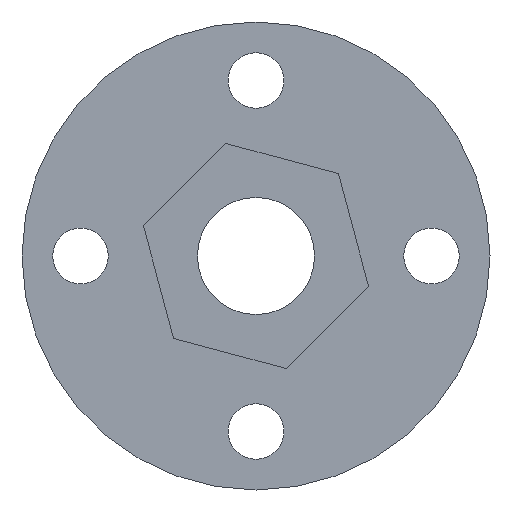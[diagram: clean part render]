
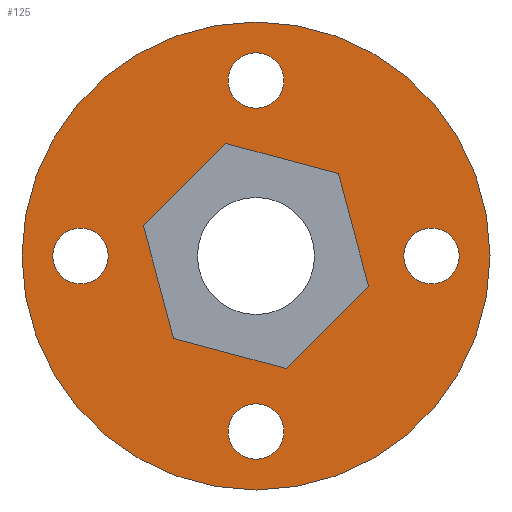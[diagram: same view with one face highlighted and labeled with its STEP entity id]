
A CAD part, front view. The second image highlights one B-rep face of the part: STEP entity #125.
In plain terms, the highlighted planar face has unit normal (0, -1, 0).
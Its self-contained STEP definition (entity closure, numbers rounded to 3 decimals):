
#19 = DIRECTION ( 'NONE',  ( 0., 0., 1. ) ) ;
#33 = EDGE_CURVE ( 'NONE', #871, #1568, #311, .T. ) ;
#36 = VERTEX_POINT ( 'NONE', #542 ) ;
#37 = DIRECTION ( 'NONE',  ( 0., 0., 1. ) ) ;
#39 = EDGE_CURVE ( 'NONE', #1557, #1478, #1461, .T. ) ;
#45 = VERTEX_POINT ( 'NONE', #153 ) ;
#51 = VECTOR ( 'NONE', #509, 1000. ) ;
#82 = ORIENTED_EDGE ( 'NONE', *, *, #545, .T. ) ;
#86 = AXIS2_PLACEMENT_3D ( 'NONE', #536, #662, #19 ) ;
#90 = DIRECTION ( 'NONE',  ( 0., 1., 0. ) ) ;
#96 = DIRECTION ( 'NONE',  ( -0.707, 0., -0.707 ) ) ;
#102 = ORIENTED_EDGE ( 'NONE', *, *, #364, .T. ) ;
#104 = VERTEX_POINT ( 'NONE', #182 ) ;
#125 = ADVANCED_FACE ( 'NONE', ( #1391, #612, #1477, #1556, #1367, #589 ), #1283, .F. ) ;
#129 = DIRECTION ( 'NONE',  ( 0., 1., 0. ) ) ;
#133 = VECTOR ( 'NONE', #147, 1000. ) ;
#135 = EDGE_LOOP ( 'NONE', ( #1545, #633 ) ) ;
#139 = AXIS2_PLACEMENT_3D ( 'NONE', #465, #1484, #977 ) ;
#147 = DIRECTION ( 'NONE',  ( 0.259, 0., -0.966 ) ) ;
#153 = CARTESIAN_POINT ( 'NONE',  ( -1.031, 0., 3.848 ) ) ;
#158 = VERTEX_POINT ( 'NONE', #579 ) ;
#163 = CARTESIAN_POINT ( 'NONE',  ( 6., 0., 0.95 ) ) ;
#176 = ORIENTED_EDGE ( 'NONE', *, *, #391, .T. ) ;
#182 = CARTESIAN_POINT ( 'NONE',  ( 0., 0., -6.95 ) ) ;
#186 = AXIS2_PLACEMENT_3D ( 'NONE', #833, #90, #335 ) ;
#218 = DIRECTION ( 'NONE',  ( 0., 1., 0. ) ) ;
#248 = CARTESIAN_POINT ( 'NONE',  ( -6., 0., -0.95 ) ) ;
#249 = AXIS2_PLACEMENT_3D ( 'NONE', #373, #1099, #880 ) ;
#254 = DIRECTION ( 'NONE',  ( 0., 0., 1. ) ) ;
#263 = LINE ( 'NONE', #328, #895 ) ;
#268 = CARTESIAN_POINT ( 'NONE',  ( 0., 0., 6.95 ) ) ;
#272 = CARTESIAN_POINT ( 'NONE',  ( -2.817, 0., -2.817 ) ) ;
#293 = DIRECTION ( 'NONE',  ( 0., 1., 0. ) ) ;
#294 = DIRECTION ( 'NONE',  ( 0., 1., 0. ) ) ;
#303 = VECTOR ( 'NONE', #351, 1000. ) ;
#311 = CIRCLE ( 'NONE', #962, 0.95 ) ;
#323 = DIRECTION ( 'NONE',  ( 0., 0., 1. ) ) ;
#328 = CARTESIAN_POINT ( 'NONE',  ( 3.848, 0., -1.031 ) ) ;
#335 = DIRECTION ( 'NONE',  ( 0., 0., 1. ) ) ;
#351 = DIRECTION ( 'NONE',  ( 0.966, 0., -0.259 ) ) ;
#364 = EDGE_CURVE ( 'NONE', #1525, #1277, #1591, .T. ) ;
#373 = CARTESIAN_POINT ( 'NONE',  ( -6., 0., 0. ) ) ;
#391 = EDGE_CURVE ( 'NONE', #1277, #1525, #1070, .T. ) ;
#394 = EDGE_LOOP ( 'NONE', ( #102, #176 ) ) ;
#403 = AXIS2_PLACEMENT_3D ( 'NONE', #1574, #218, #496 ) ;
#406 = VECTOR ( 'NONE', #707, 1000. ) ;
#418 = CIRCLE ( 'NONE', #859, 8. ) ;
#426 = DIRECTION ( 'NONE',  ( 0., 0., 1. ) ) ;
#438 = EDGE_CURVE ( 'NONE', #1398, #158, #744, .T. ) ;
#462 = DIRECTION ( 'NONE',  ( 0., 0., 1. ) ) ;
#465 = CARTESIAN_POINT ( 'NONE',  ( 0., 0., 0. ) ) ;
#496 = DIRECTION ( 'NONE',  ( 0., 0., 1. ) ) ;
#506 = ORIENTED_EDGE ( 'NONE', *, *, #1280, .T. ) ;
#509 = DIRECTION ( 'NONE',  ( 0.707, 0., 0.707 ) ) ;
#510 = ORIENTED_EDGE ( 'NONE', *, *, #904, .T. ) ;
#520 = VERTEX_POINT ( 'NONE', #1039 ) ;
#530 = ORIENTED_EDGE ( 'NONE', *, *, #766, .T. ) ;
#532 = CARTESIAN_POINT ( 'NONE',  ( 0., 0., 0. ) ) ;
#536 = CARTESIAN_POINT ( 'NONE',  ( 6., 0., 0. ) ) ;
#542 = CARTESIAN_POINT ( 'NONE',  ( 0., 0., -8. ) ) ;
#543 = EDGE_LOOP ( 'NONE', ( #1263, #804 ) ) ;
#545 = EDGE_CURVE ( 'NONE', #1568, #871, #1176, .T. ) ;
#563 = CARTESIAN_POINT ( 'NONE',  ( 0., 0., 5.05 ) ) ;
#572 = CARTESIAN_POINT ( 'NONE',  ( 6., 0., -0.95 ) ) ;
#579 = CARTESIAN_POINT ( 'NONE',  ( -3.848, 0., 1.031 ) ) ;
#589 = FACE_BOUND ( 'NONE', #135, .T. ) ;
#612 = FACE_BOUND ( 'NONE', #1170, .T. ) ;
#624 = CIRCLE ( 'NONE', #186, 0.95 ) ;
#633 = ORIENTED_EDGE ( 'NONE', *, *, #1321, .T. ) ;
#636 = AXIS2_PLACEMENT_3D ( 'NONE', #1206, #1331, #462 ) ;
#646 = CARTESIAN_POINT ( 'NONE',  ( 0., 0., 6. ) ) ;
#662 = DIRECTION ( 'NONE',  ( 0., 1., 0. ) ) ;
#669 = EDGE_CURVE ( 'NONE', #45, #1557, #1196, .T. ) ;
#683 = EDGE_CURVE ( 'NONE', #1480, #1398, #918, .T. ) ;
#707 = DIRECTION ( 'NONE',  ( -0.259, 0., 0.966 ) ) ;
#718 = CARTESIAN_POINT ( 'NONE',  ( -1.031, 0., 3.848 ) ) ;
#733 = AXIS2_PLACEMENT_3D ( 'NONE', #949, #1302, #323 ) ;
#744 = LINE ( 'NONE', #1204, #406 ) ;
#750 = EDGE_LOOP ( 'NONE', ( #1282, #1585, #510, #1229, #1355, #506 ) ) ;
#766 = EDGE_CURVE ( 'NONE', #520, #1043, #1431, .T. ) ;
#791 = DIRECTION ( 'NONE',  ( 0., 1., 0. ) ) ;
#801 = CARTESIAN_POINT ( 'NONE',  ( 0., 0., 8. ) ) ;
#804 = ORIENTED_EDGE ( 'NONE', *, *, #1315, .F. ) ;
#819 = CIRCLE ( 'NONE', #403, 0.95 ) ;
#822 = VERTEX_POINT ( 'NONE', #801 ) ;
#833 = CARTESIAN_POINT ( 'NONE',  ( -6., 0., 0. ) ) ;
#859 = AXIS2_PLACEMENT_3D ( 'NONE', #532, #791, #37 ) ;
#871 = VERTEX_POINT ( 'NONE', #563 ) ;
#880 = DIRECTION ( 'NONE',  ( 0., 0., 1. ) ) ;
#884 = EDGE_CURVE ( 'NONE', #1043, #520, #624, .T. ) ;
#895 = VECTOR ( 'NONE', #96, 1000. ) ;
#903 = EDGE_LOOP ( 'NONE', ( #1383, #82 ) ) ;
#904 = EDGE_CURVE ( 'NONE', #1478, #1480, #263, .T. ) ;
#918 = LINE ( 'NONE', #1580, #1411 ) ;
#949 = CARTESIAN_POINT ( 'NONE',  ( 0., 0., 0. ) ) ;
#962 = AXIS2_PLACEMENT_3D ( 'NONE', #646, #294, #1541 ) ;
#977 = DIRECTION ( 'NONE',  ( 0., 0., 1. ) ) ;
#1039 = CARTESIAN_POINT ( 'NONE',  ( -6., 0., 0.95 ) ) ;
#1042 = CARTESIAN_POINT ( 'NONE',  ( 2.817, 0., 2.817 ) ) ;
#1043 = VERTEX_POINT ( 'NONE', #248 ) ;
#1059 = CARTESIAN_POINT ( 'NONE',  ( 6., 0., 0. ) ) ;
#1061 = CARTESIAN_POINT ( 'NONE',  ( 0., 0., -5.05 ) ) ;
#1070 = CIRCLE ( 'NONE', #1360, 0.95 ) ;
#1085 = LINE ( 'NONE', #1269, #51 ) ;
#1089 = DIRECTION ( 'NONE',  ( -0.966, 0., 0.259 ) ) ;
#1099 = DIRECTION ( 'NONE',  ( 0., 1., 0. ) ) ;
#1104 = AXIS2_PLACEMENT_3D ( 'NONE', #1116, #129, #254 ) ;
#1116 = CARTESIAN_POINT ( 'NONE',  ( 0., 0., 6. ) ) ;
#1141 = CARTESIAN_POINT ( 'NONE',  ( 3.848, 0., -1.031 ) ) ;
#1170 = EDGE_LOOP ( 'NONE', ( #1483, #530 ) ) ;
#1176 = CIRCLE ( 'NONE', #1104, 0.95 ) ;
#1196 = LINE ( 'NONE', #718, #303 ) ;
#1204 = CARTESIAN_POINT ( 'NONE',  ( -2.817, 0., -2.817 ) ) ;
#1206 = CARTESIAN_POINT ( 'NONE',  ( 0., 0., -6. ) ) ;
#1229 = ORIENTED_EDGE ( 'NONE', *, *, #683, .T. ) ;
#1246 = CARTESIAN_POINT ( 'NONE',  ( 1.031, 0., -3.848 ) ) ;
#1263 = ORIENTED_EDGE ( 'NONE', *, *, #1368, .F. ) ;
#1269 = CARTESIAN_POINT ( 'NONE',  ( -3.848, 0., 1.031 ) ) ;
#1277 = VERTEX_POINT ( 'NONE', #163 ) ;
#1280 = EDGE_CURVE ( 'NONE', #158, #45, #1085, .T. ) ;
#1282 = ORIENTED_EDGE ( 'NONE', *, *, #669, .T. ) ;
#1283 = PLANE ( 'NONE',  #733 ) ;
#1302 = DIRECTION ( 'NONE',  ( 0., 1., 0. ) ) ;
#1307 = VERTEX_POINT ( 'NONE', #1061 ) ;
#1315 = EDGE_CURVE ( 'NONE', #822, #36, #418, .T. ) ;
#1321 = EDGE_CURVE ( 'NONE', #1307, #104, #1511, .T. ) ;
#1331 = DIRECTION ( 'NONE',  ( 0., 1., 0. ) ) ;
#1355 = ORIENTED_EDGE ( 'NONE', *, *, #438, .T. ) ;
#1360 = AXIS2_PLACEMENT_3D ( 'NONE', #1059, #293, #426 ) ;
#1367 = FACE_OUTER_BOUND ( 'NONE', #543, .T. ) ;
#1368 = EDGE_CURVE ( 'NONE', #36, #822, #1528, .T. ) ;
#1383 = ORIENTED_EDGE ( 'NONE', *, *, #33, .T. ) ;
#1391 = FACE_BOUND ( 'NONE', #750, .T. ) ;
#1398 = VERTEX_POINT ( 'NONE', #272 ) ;
#1411 = VECTOR ( 'NONE', #1089, 1000. ) ;
#1429 = EDGE_CURVE ( 'NONE', #104, #1307, #819, .T. ) ;
#1431 = CIRCLE ( 'NONE', #249, 0.95 ) ;
#1461 = LINE ( 'NONE', #1042, #133 ) ;
#1476 = CARTESIAN_POINT ( 'NONE',  ( 2.817, 0., 2.817 ) ) ;
#1477 = FACE_BOUND ( 'NONE', #903, .T. ) ;
#1478 = VERTEX_POINT ( 'NONE', #1141 ) ;
#1480 = VERTEX_POINT ( 'NONE', #1246 ) ;
#1483 = ORIENTED_EDGE ( 'NONE', *, *, #884, .T. ) ;
#1484 = DIRECTION ( 'NONE',  ( 0., 1., 0. ) ) ;
#1511 = CIRCLE ( 'NONE', #636, 0.95 ) ;
#1525 = VERTEX_POINT ( 'NONE', #572 ) ;
#1528 = CIRCLE ( 'NONE', #139, 8. ) ;
#1541 = DIRECTION ( 'NONE',  ( 0., 0., 1. ) ) ;
#1545 = ORIENTED_EDGE ( 'NONE', *, *, #1429, .T. ) ;
#1556 = FACE_BOUND ( 'NONE', #394, .T. ) ;
#1557 = VERTEX_POINT ( 'NONE', #1476 ) ;
#1568 = VERTEX_POINT ( 'NONE', #268 ) ;
#1574 = CARTESIAN_POINT ( 'NONE',  ( 0., 0., -6. ) ) ;
#1580 = CARTESIAN_POINT ( 'NONE',  ( 1.031, 0., -3.848 ) ) ;
#1585 = ORIENTED_EDGE ( 'NONE', *, *, #39, .T. ) ;
#1591 = CIRCLE ( 'NONE', #86, 0.95 ) ;
